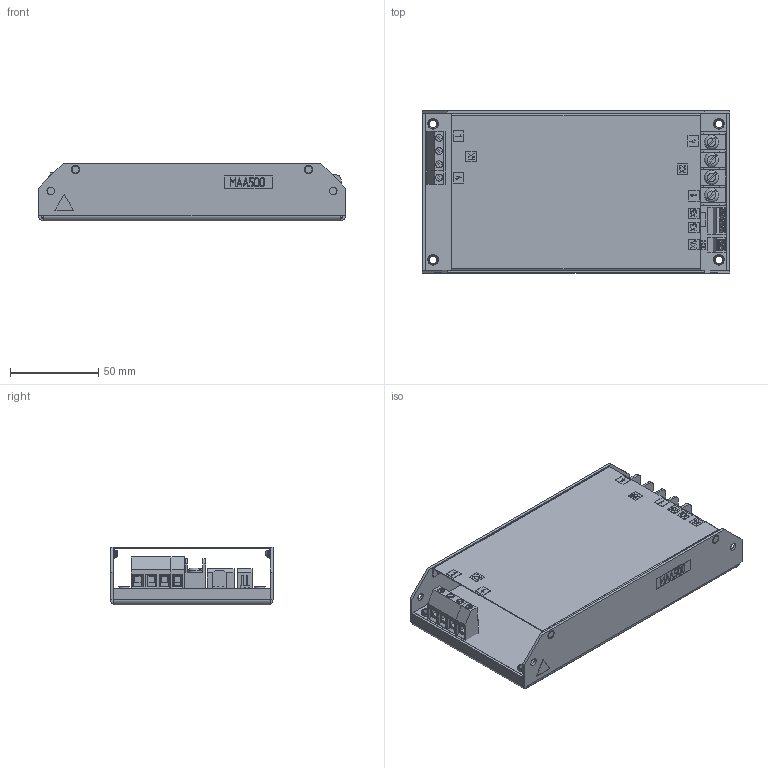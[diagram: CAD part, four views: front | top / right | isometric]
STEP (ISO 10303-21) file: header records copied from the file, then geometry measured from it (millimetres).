
FILE_DESCRIPTION(('STEP AP203'), '1');
FILE_NAME('MAA500-1眒譏_23眑', '2019-07-03T06:43:36', (' vvb5p '), (''), 'ASCON STEP Converter 1.6', 'ASCON Math Kernel', '');
FILE_SCHEMA(('CONFIG_CONTROL_DESIGN'));
Length unit declared in the file: millimetre
Products named in the file (19): 購葠.436617.537; 購葠.301314.574; 購葠.745322.620; 購葠.753121.001; 12752/1; 購葠.745322.584; 購葠.469635.458; 購葠.758725.154; AK710_3-7,5-V-Green; 櫛ち.713111.005
Assembly tree (33 placements, depth 4):
  購葠.436617.537
    購葠.301314.574
      購葠.745322.620
      購葠.753121.001  x2
    (unnamed)  x5
      12752/1
      (unnamed)
    購葠.745322.584
    (unnamed)  x4
    購葠.469635.458
      購葠.758725.154
      (unnamed)  x2
      (unnamed)
      (unnamed)
      (unnamed)
      (unnamed)
        (unnamed)  x4
      AK710_3-7,5-V-Green
    櫛ち.713111.005  x4
Bounding box: 174 x 92.2 x 32.8 mm (x, y, z)
Volume: 196337.1 mm3; surface area: 157783 mm2
Topology: 54 solids, 58 shells, 2070 faces, 5404 edges, 3525 vertices
Faces by surface type: plane 1405, cylinder 599, bspline 30, cone 20, torus 16
Full cylindrical faces by diameter (mm): 0.5 x4, 0.8 x4, 1 x4, 1.3 x32, 1.5 x12, 1.7 x8, 1.8 x6, 2 x4, 2.7 x12, 2.8 x8, 3 x2, 3.78 x2, 3.81 x5, 3.99 x2, 4 x8, 4.2 x4, 4.22 x2, 4.3 x12, 5 x8, 6 x8, 8 x4, 31 x1, 32 x1
Entity records: 64488 total; most frequent: CARTESIAN_POINT 9041, DIRECTION 8533, ORIENTED_EDGE 8294, EDGE_CURVE 4147, LINE 2963, VECTOR 2963, VERTEX_POINT 2819, AXIS2_PLACEMENT_3D 2785
